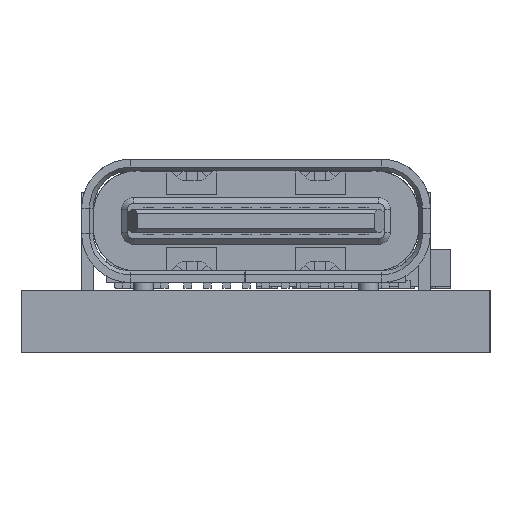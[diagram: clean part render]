
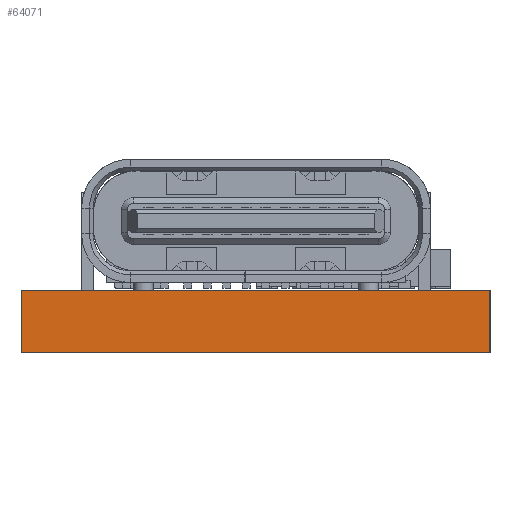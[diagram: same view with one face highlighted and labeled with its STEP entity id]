
A CAD part, left-side view. The second image highlights one B-rep face of the part: STEP entity #64071.
In plain terms, the highlighted planar face has unit normal (-1, 0, 0).
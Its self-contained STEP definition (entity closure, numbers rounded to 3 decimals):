
#63955 = EDGE_CURVE('',#63956,#63958,#63960,.T.);
#63956 = VERTEX_POINT('',#63957);
#63957 = CARTESIAN_POINT('',(136.5,-80.,0.));
#63958 = VERTEX_POINT('',#63959);
#63959 = CARTESIAN_POINT('',(136.5,-80.,1.6));
#63960 = SURFACE_CURVE('',#63961,(#63965,#63977),.PCURVE_S1.);
#63961 = LINE('',#63962,#63963);
#63962 = CARTESIAN_POINT('',(136.5,-80.,0.));
#63963 = VECTOR('',#63964,1.);
#63964 = DIRECTION('',(0.,0.,1.));
#63965 = PCURVE('',#63966,#63971);
#63966 = PLANE('',#63967);
#63967 = AXIS2_PLACEMENT_3D('',#63968,#63969,#63970);
#63968 = CARTESIAN_POINT('',(136.5,-80.,0.));
#63969 = DIRECTION('',(0.,1.,0.));
#63970 = DIRECTION('',(1.,0.,0.));
#63971 = DEFINITIONAL_REPRESENTATION('',(#63972),#63976);
#63972 = LINE('',#63973,#63974);
#63973 = CARTESIAN_POINT('',(0.,0.));
#63974 = VECTOR('',#63975,1.);
#63975 = DIRECTION('',(0.,-1.));
#63976 = ( GEOMETRIC_REPRESENTATION_CONTEXT(2) 
PARAMETRIC_REPRESENTATION_CONTEXT() REPRESENTATION_CONTEXT('2D SPACE',''
  ) );
#63977 = PCURVE('',#63978,#63983);
#63978 = PLANE('',#63979);
#63979 = AXIS2_PLACEMENT_3D('',#63980,#63981,#63982);
#63980 = CARTESIAN_POINT('',(136.5,-92.,0.));
#63981 = DIRECTION('',(-1.,0.,0.));
#63982 = DIRECTION('',(0.,1.,0.));
#63983 = DEFINITIONAL_REPRESENTATION('',(#63984),#63988);
#63984 = LINE('',#63985,#63986);
#63985 = CARTESIAN_POINT('',(12.,0.));
#63986 = VECTOR('',#63987,1.);
#63987 = DIRECTION('',(0.,-1.));
#63988 = ( GEOMETRIC_REPRESENTATION_CONTEXT(2) 
PARAMETRIC_REPRESENTATION_CONTEXT() REPRESENTATION_CONTEXT('2D SPACE',''
  ) );
#64006 = PLANE('',#64007);
#64007 = AXIS2_PLACEMENT_3D('',#64008,#64009,#64010);
#64008 = CARTESIAN_POINT('',(150.75,-86.,1.6));
#64009 = DIRECTION('',(-0.,-0.,-1.));
#64010 = DIRECTION('',(-1.,0.,0.));
#64060 = PLANE('',#64061);
#64061 = AXIS2_PLACEMENT_3D('',#64062,#64063,#64064);
#64062 = CARTESIAN_POINT('',(150.75,-86.,0.));
#64063 = DIRECTION('',(-0.,-0.,-1.));
#64064 = DIRECTION('',(-1.,0.,0.));
#64071 = ADVANCED_FACE('',(#64072),#63978,.T.);
#64072 = FACE_BOUND('',#64073,.T.);
#64073 = EDGE_LOOP('',(#64074,#64104,#64125,#64126));
#64074 = ORIENTED_EDGE('',*,*,#64075,.T.);
#64075 = EDGE_CURVE('',#64076,#64078,#64080,.T.);
#64076 = VERTEX_POINT('',#64077);
#64077 = CARTESIAN_POINT('',(136.5,-92.,0.));
#64078 = VERTEX_POINT('',#64079);
#64079 = CARTESIAN_POINT('',(136.5,-92.,1.6));
#64080 = SURFACE_CURVE('',#64081,(#64085,#64092),.PCURVE_S1.);
#64081 = LINE('',#64082,#64083);
#64082 = CARTESIAN_POINT('',(136.5,-92.,0.));
#64083 = VECTOR('',#64084,1.);
#64084 = DIRECTION('',(0.,0.,1.));
#64085 = PCURVE('',#63978,#64086);
#64086 = DEFINITIONAL_REPRESENTATION('',(#64087),#64091);
#64087 = LINE('',#64088,#64089);
#64088 = CARTESIAN_POINT('',(0.,0.));
#64089 = VECTOR('',#64090,1.);
#64090 = DIRECTION('',(0.,-1.));
#64091 = ( GEOMETRIC_REPRESENTATION_CONTEXT(2) 
PARAMETRIC_REPRESENTATION_CONTEXT() REPRESENTATION_CONTEXT('2D SPACE',''
  ) );
#64092 = PCURVE('',#64093,#64098);
#64093 = PLANE('',#64094);
#64094 = AXIS2_PLACEMENT_3D('',#64095,#64096,#64097);
#64095 = CARTESIAN_POINT('',(165.,-92.,0.));
#64096 = DIRECTION('',(0.,-1.,0.));
#64097 = DIRECTION('',(-1.,0.,0.));
#64098 = DEFINITIONAL_REPRESENTATION('',(#64099),#64103);
#64099 = LINE('',#64100,#64101);
#64100 = CARTESIAN_POINT('',(28.5,0.));
#64101 = VECTOR('',#64102,1.);
#64102 = DIRECTION('',(0.,-1.));
#64103 = ( GEOMETRIC_REPRESENTATION_CONTEXT(2) 
PARAMETRIC_REPRESENTATION_CONTEXT() REPRESENTATION_CONTEXT('2D SPACE',''
  ) );
#64104 = ORIENTED_EDGE('',*,*,#64105,.T.);
#64105 = EDGE_CURVE('',#64078,#63958,#64106,.T.);
#64106 = SURFACE_CURVE('',#64107,(#64111,#64118),.PCURVE_S1.);
#64107 = LINE('',#64108,#64109);
#64108 = CARTESIAN_POINT('',(136.5,-92.,1.6));
#64109 = VECTOR('',#64110,1.);
#64110 = DIRECTION('',(0.,1.,0.));
#64111 = PCURVE('',#63978,#64112);
#64112 = DEFINITIONAL_REPRESENTATION('',(#64113),#64117);
#64113 = LINE('',#64114,#64115);
#64114 = CARTESIAN_POINT('',(0.,-1.6));
#64115 = VECTOR('',#64116,1.);
#64116 = DIRECTION('',(1.,0.));
#64117 = ( GEOMETRIC_REPRESENTATION_CONTEXT(2) 
PARAMETRIC_REPRESENTATION_CONTEXT() REPRESENTATION_CONTEXT('2D SPACE',''
  ) );
#64118 = PCURVE('',#64006,#64119);
#64119 = DEFINITIONAL_REPRESENTATION('',(#64120),#64124);
#64120 = LINE('',#64121,#64122);
#64121 = CARTESIAN_POINT('',(14.25,-6.));
#64122 = VECTOR('',#64123,1.);
#64123 = DIRECTION('',(0.,1.));
#64124 = ( GEOMETRIC_REPRESENTATION_CONTEXT(2) 
PARAMETRIC_REPRESENTATION_CONTEXT() REPRESENTATION_CONTEXT('2D SPACE',''
  ) );
#64125 = ORIENTED_EDGE('',*,*,#63955,.F.);
#64126 = ORIENTED_EDGE('',*,*,#64127,.F.);
#64127 = EDGE_CURVE('',#64076,#63956,#64128,.T.);
#64128 = SURFACE_CURVE('',#64129,(#64133,#64140),.PCURVE_S1.);
#64129 = LINE('',#64130,#64131);
#64130 = CARTESIAN_POINT('',(136.5,-92.,0.));
#64131 = VECTOR('',#64132,1.);
#64132 = DIRECTION('',(0.,1.,0.));
#64133 = PCURVE('',#63978,#64134);
#64134 = DEFINITIONAL_REPRESENTATION('',(#64135),#64139);
#64135 = LINE('',#64136,#64137);
#64136 = CARTESIAN_POINT('',(0.,0.));
#64137 = VECTOR('',#64138,1.);
#64138 = DIRECTION('',(1.,0.));
#64139 = ( GEOMETRIC_REPRESENTATION_CONTEXT(2) 
PARAMETRIC_REPRESENTATION_CONTEXT() REPRESENTATION_CONTEXT('2D SPACE',''
  ) );
#64140 = PCURVE('',#64060,#64141);
#64141 = DEFINITIONAL_REPRESENTATION('',(#64142),#64146);
#64142 = LINE('',#64143,#64144);
#64143 = CARTESIAN_POINT('',(14.25,-6.));
#64144 = VECTOR('',#64145,1.);
#64145 = DIRECTION('',(0.,1.));
#64146 = ( GEOMETRIC_REPRESENTATION_CONTEXT(2) 
PARAMETRIC_REPRESENTATION_CONTEXT() REPRESENTATION_CONTEXT('2D SPACE',''
  ) );
